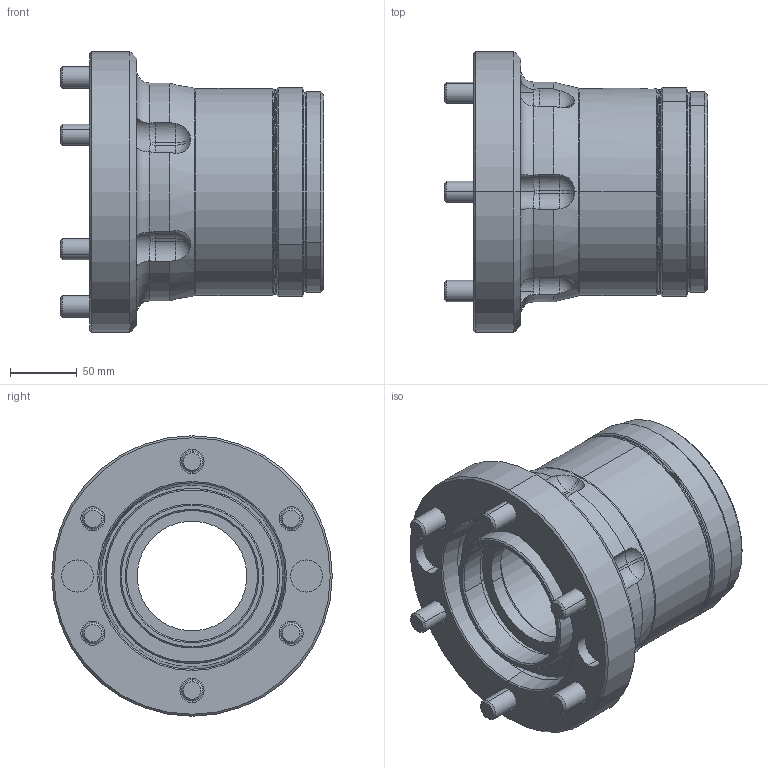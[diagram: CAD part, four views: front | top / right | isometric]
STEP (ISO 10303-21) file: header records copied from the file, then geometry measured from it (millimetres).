
FILE_DESCRIPTION (( 'STEP AP203' ), '1' );
FILE_NAME ('CF-CL-80A8.STEP', '2022-04-26T06:11:25', ( '' ), ( '' ), 'SwSTEP 2.0', 'SolidWorks 2016', '' );
FILE_SCHEMA (( 'CONFIG_CONTROL_DESIGN' ));
Length unit declared in the file: millimetre
Products named in the file (8): CF-CL-80-03010; CF-CL-80-05000; CF-CL-42-08000; CF-FSW320300; 圓頭內六角螺栓_M16x40; CF-CL-80A8; CF-CL-80A8-01010; CF-CL-80-02000
Assembly tree (12 placements, depth 2):
  CF-CL-80A8
    CF-CL-80A8-01010
    CF-CL-80-02000
    CF-CL-80-03010
    CF-CL-80-05000
    CF-CL-42-08000
    CF-FSW320300
    圓頭內六角螺栓_M16x40  x6
Bounding box: 197 x 210 x 210 mm (x, y, z)
Volume: 2522767.1 mm3; surface area: 423779.3 mm2
Topology: 12 solids, 12 shells, 463 faces, 1073 edges, 657 vertices
Faces by surface type: plane 166, cylinder 155, cone 96, sphere 24, torus 22
Entity records: 11746 total; most frequent: CARTESIAN_POINT 3003, DIRECTION 1713, ORIENTED_EDGE 1570, EDGE_CURVE 785, AXIS2_PLACEMENT_3D 710, VERTEX_POINT 487, EDGE_LOOP 376, CIRCLE 362
